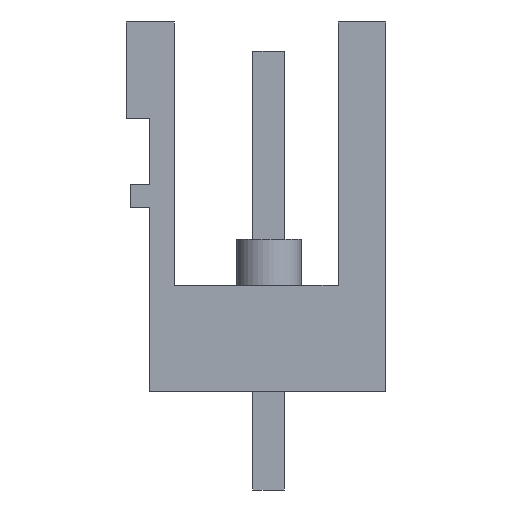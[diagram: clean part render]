
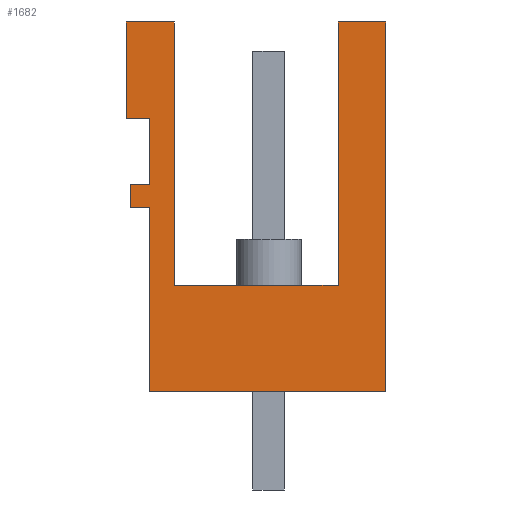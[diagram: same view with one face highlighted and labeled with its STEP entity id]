
A CAD part, left-side view. The second image highlights one B-rep face of the part: STEP entity #1682.
In plain terms, the highlighted planar face has unit normal (-1, 0, 0).
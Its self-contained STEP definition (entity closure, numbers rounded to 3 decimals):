
#1582=AXIS2_PLACEMENT_3D('Plane Axis2P3D',#1579,#1580,#1581) ;
#389=CARTESIAN_POINT('Vertex',(0.,7.68,3.2)) ;
#392=CARTESIAN_POINT('Line Origine',(0.,7.68,6.19)) ;
#396=CARTESIAN_POINT('Vertex',(0.,7.68,9.181)) ;
#1563=CARTESIAN_POINT('Vertex',(0.,0.,3.2)) ;
#1566=CARTESIAN_POINT('Line Origine',(0.,3.84,3.2)) ;
#1579=CARTESIAN_POINT('Axis2P3D Location',(0.,8.43,1.7)) ;
#1584=CARTESIAN_POINT('Line Origine',(0.,0.,9.2)) ;
#1588=CARTESIAN_POINT('Vertex',(0.,0.,15.2)) ;
#1591=CARTESIAN_POINT('Line Origine',(0.,0.775,15.2)) ;
#1595=CARTESIAN_POINT('Vertex',(0.,1.55,15.2)) ;
#1598=CARTESIAN_POINT('Line Origine',(0.,1.55,10.925)) ;
#1602=CARTESIAN_POINT('Vertex',(0.,1.55,6.65)) ;
#1605=CARTESIAN_POINT('Line Origine',(0.,4.206,6.65)) ;
#1609=CARTESIAN_POINT('Vertex',(0.,6.863,6.65)) ;
#1612=CARTESIAN_POINT('Line Origine',(0.,6.863,10.925)) ;
#1616=CARTESIAN_POINT('Vertex',(0.,6.863,15.2)) ;
#1619=CARTESIAN_POINT('Line Origine',(0.,7.647,15.2)) ;
#1623=CARTESIAN_POINT('Vertex',(0.,8.43,15.2)) ;
#1626=CARTESIAN_POINT('Line Origine',(0.,8.43,13.64)) ;
#1630=CARTESIAN_POINT('Vertex',(0.,8.43,12.08)) ;
#1633=CARTESIAN_POINT('Line Origine',(0.,8.055,12.08)) ;
#1637=CARTESIAN_POINT('Vertex',(0.,7.68,12.08)) ;
#1640=CARTESIAN_POINT('Line Origine',(0.,7.68,11.005)) ;
#1644=CARTESIAN_POINT('Vertex',(0.,7.68,9.93)) ;
#1647=CARTESIAN_POINT('Line Origine',(0.,7.99,9.93)) ;
#1651=CARTESIAN_POINT('Vertex',(0.,8.3,9.93)) ;
#1654=CARTESIAN_POINT('Line Origine',(0.,8.3,9.555)) ;
#1658=CARTESIAN_POINT('Vertex',(0.,8.3,9.181)) ;
#1661=CARTESIAN_POINT('Line Origine',(0.,7.99,9.181)) ;
#393=DIRECTION('Vector Direction',(0.,0.,-1.)) ;
#1567=DIRECTION('Vector Direction',(0.,-1.,0.)) ;
#1580=DIRECTION('Axis2P3D Direction',(-1.,0.,0.)) ;
#1581=DIRECTION('Axis2P3D XDirection',(0.,1.,0.)) ;
#1585=DIRECTION('Vector Direction',(0.,0.,1.)) ;
#1592=DIRECTION('Vector Direction',(0.,1.,0.)) ;
#1599=DIRECTION('Vector Direction',(0.,0.,-1.)) ;
#1606=DIRECTION('Vector Direction',(0.,1.,0.)) ;
#1613=DIRECTION('Vector Direction',(0.,0.,1.)) ;
#1620=DIRECTION('Vector Direction',(0.,1.,0.)) ;
#1627=DIRECTION('Vector Direction',(0.,0.,-1.)) ;
#1634=DIRECTION('Vector Direction',(0.,-1.,0.)) ;
#1641=DIRECTION('Vector Direction',(0.,0.,-1.)) ;
#1648=DIRECTION('Vector Direction',(0.,1.,0.)) ;
#1655=DIRECTION('Vector Direction',(0.,0.,-1.)) ;
#1662=DIRECTION('Vector Direction',(0.,-1.,0.)) ;
#394=VECTOR('Line Direction',#393,1.) ;
#1568=VECTOR('Line Direction',#1567,1.) ;
#1586=VECTOR('Line Direction',#1585,1.) ;
#1593=VECTOR('Line Direction',#1592,1.) ;
#1600=VECTOR('Line Direction',#1599,1.) ;
#1607=VECTOR('Line Direction',#1606,1.) ;
#1614=VECTOR('Line Direction',#1613,1.) ;
#1621=VECTOR('Line Direction',#1620,1.) ;
#1628=VECTOR('Line Direction',#1627,1.) ;
#1635=VECTOR('Line Direction',#1634,1.) ;
#1642=VECTOR('Line Direction',#1641,1.) ;
#1649=VECTOR('Line Direction',#1648,1.) ;
#1656=VECTOR('Line Direction',#1655,1.) ;
#1663=VECTOR('Line Direction',#1662,1.) ;
#1667=ORIENTED_EDGE('',*,*,#1590,.T.) ;
#1668=ORIENTED_EDGE('',*,*,#1597,.T.) ;
#1669=ORIENTED_EDGE('',*,*,#1604,.T.) ;
#1670=ORIENTED_EDGE('',*,*,#1611,.T.) ;
#1671=ORIENTED_EDGE('',*,*,#1618,.T.) ;
#1672=ORIENTED_EDGE('',*,*,#1625,.T.) ;
#1673=ORIENTED_EDGE('',*,*,#1632,.T.) ;
#1674=ORIENTED_EDGE('',*,*,#1639,.T.) ;
#1675=ORIENTED_EDGE('',*,*,#1646,.T.) ;
#1676=ORIENTED_EDGE('',*,*,#1653,.T.) ;
#1677=ORIENTED_EDGE('',*,*,#1660,.T.) ;
#1678=ORIENTED_EDGE('',*,*,#1665,.T.) ;
#1679=ORIENTED_EDGE('',*,*,#398,.T.) ;
#1680=ORIENTED_EDGE('',*,*,#1570,.T.) ;
#1682=ADVANCED_FACE('HOUSING',(#1681),#1583,.T.) ;
#398=EDGE_CURVE('',#397,#390,#395,.T.) ;
#1570=EDGE_CURVE('',#390,#1564,#1569,.T.) ;
#1590=EDGE_CURVE('',#1564,#1589,#1587,.T.) ;
#1597=EDGE_CURVE('',#1589,#1596,#1594,.T.) ;
#1604=EDGE_CURVE('',#1596,#1603,#1601,.T.) ;
#1611=EDGE_CURVE('',#1603,#1610,#1608,.T.) ;
#1618=EDGE_CURVE('',#1610,#1617,#1615,.T.) ;
#1625=EDGE_CURVE('',#1617,#1624,#1622,.T.) ;
#1632=EDGE_CURVE('',#1624,#1631,#1629,.T.) ;
#1639=EDGE_CURVE('',#1631,#1638,#1636,.T.) ;
#1646=EDGE_CURVE('',#1638,#1645,#1643,.T.) ;
#1653=EDGE_CURVE('',#1645,#1652,#1650,.T.) ;
#1660=EDGE_CURVE('',#1652,#1659,#1657,.T.) ;
#1665=EDGE_CURVE('',#1659,#397,#1664,.T.) ;
#1666=EDGE_LOOP('',(#1667,#1668,#1669,#1670,#1671,#1672,#1673,#1674,#1675,#1676,#1677,#1678,#1679,#1680)) ;
#1681=FACE_OUTER_BOUND('',#1666,.T.) ;
#395=LINE('Line',#392,#394) ;
#1569=LINE('Line',#1566,#1568) ;
#1587=LINE('Line',#1584,#1586) ;
#1594=LINE('Line',#1591,#1593) ;
#1601=LINE('Line',#1598,#1600) ;
#1608=LINE('Line',#1605,#1607) ;
#1615=LINE('Line',#1612,#1614) ;
#1622=LINE('Line',#1619,#1621) ;
#1629=LINE('Line',#1626,#1628) ;
#1636=LINE('Line',#1633,#1635) ;
#1643=LINE('Line',#1640,#1642) ;
#1650=LINE('Line',#1647,#1649) ;
#1657=LINE('Line',#1654,#1656) ;
#1664=LINE('Line',#1661,#1663) ;
#1583=PLANE('',#1582) ;
#390=VERTEX_POINT('',#389) ;
#397=VERTEX_POINT('',#396) ;
#1564=VERTEX_POINT('',#1563) ;
#1589=VERTEX_POINT('',#1588) ;
#1596=VERTEX_POINT('',#1595) ;
#1603=VERTEX_POINT('',#1602) ;
#1610=VERTEX_POINT('',#1609) ;
#1617=VERTEX_POINT('',#1616) ;
#1624=VERTEX_POINT('',#1623) ;
#1631=VERTEX_POINT('',#1630) ;
#1638=VERTEX_POINT('',#1637) ;
#1645=VERTEX_POINT('',#1644) ;
#1652=VERTEX_POINT('',#1651) ;
#1659=VERTEX_POINT('',#1658) ;
